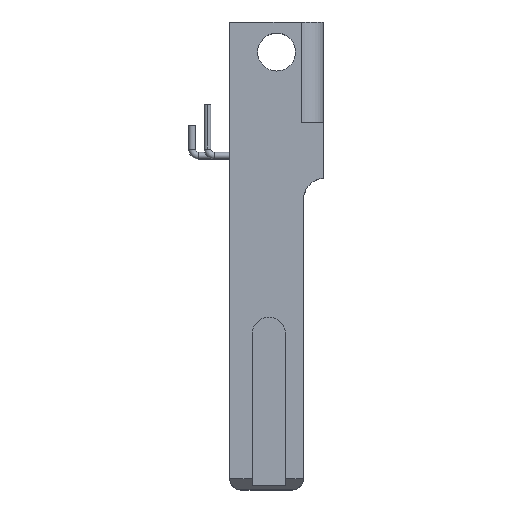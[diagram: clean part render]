
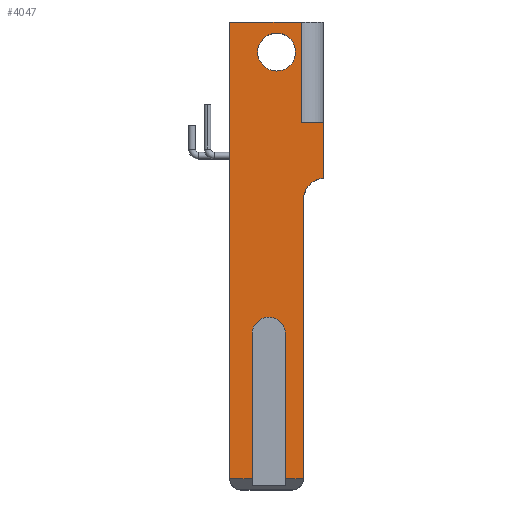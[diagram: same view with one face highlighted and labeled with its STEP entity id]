
A CAD part, top view. The second image highlights one B-rep face of the part: STEP entity #4047.
In plain terms, the highlighted planar face has unit normal (0, 0, 1).
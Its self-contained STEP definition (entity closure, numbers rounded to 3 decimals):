
#138 = CARTESIAN_POINT ( 'NONE',  ( 5.6, -41., 4.8 ) ) ;
#317 = DIRECTION ( 'NONE',  ( 0., -1., 0. ) ) ;
#327 = CIRCLE ( 'NONE', #6289, 1.7 ) ;
#388 = EDGE_LOOP ( 'NONE', ( #3287, #2965 ) ) ;
#529 = CARTESIAN_POINT ( 'NONE',  ( 0., 0., 4.8 ) ) ;
#548 = CARTESIAN_POINT ( 'NONE',  ( 8.4, -9., 4.8 ) ) ;
#549 = VECTOR ( 'NONE', #2930, 1000. ) ;
#568 = DIRECTION ( 'NONE',  ( 0., -1., 0. ) ) ;
#643 = VERTEX_POINT ( 'NONE', #6294 ) ;
#655 = EDGE_CURVE ( 'NONE', #6093, #2391, #4032, .T. ) ;
#658 = DIRECTION ( 'NONE',  ( 0., 0., -1. ) ) ;
#715 = DIRECTION ( 'NONE',  ( 1., 0., 0. ) ) ;
#732 = VECTOR ( 'NONE', #568, 1000. ) ;
#735 = VECTOR ( 'NONE', #4453, 1000. ) ;
#752 = LINE ( 'NONE', #138, #7334 ) ;
#976 = ORIENTED_EDGE ( 'NONE', *, *, #2939, .T. ) ;
#997 = DIRECTION ( 'NONE',  ( 0., 1., 0. ) ) ;
#1038 = AXIS2_PLACEMENT_3D ( 'NONE', #6461, #7085, #5260 ) ;
#1109 = CARTESIAN_POINT ( 'NONE',  ( 0., 0., 4.8 ) ) ;
#1144 = VERTEX_POINT ( 'NONE', #7363 ) ;
#1200 = DIRECTION ( 'NONE',  ( 0., 0., 1. ) ) ;
#1255 = DIRECTION ( 'NONE',  ( -1., 0., 0. ) ) ;
#1378 = ORIENTED_EDGE ( 'NONE', *, *, #4700, .T. ) ;
#1452 = VECTOR ( 'NONE', #317, 1000. ) ;
#1481 = EDGE_CURVE ( 'NONE', #2639, #1144, #6021, .T. ) ;
#1730 = CARTESIAN_POINT ( 'NONE',  ( 5.9, -2.7, 4.8 ) ) ;
#1737 = CARTESIAN_POINT ( 'NONE',  ( 0., 0., 4.8 ) ) ;
#1834 = VECTOR ( 'NONE', #2160, 1000. ) ;
#2007 = DIRECTION ( 'NONE',  ( 0., 0., -1. ) ) ;
#2115 = LINE ( 'NONE', #2986, #549 ) ;
#2148 = FACE_BOUND ( 'NONE', #388, .T. ) ;
#2160 = DIRECTION ( 'NONE',  ( 0., 1., 0. ) ) ;
#2182 = VERTEX_POINT ( 'NONE', #1730 ) ;
#2228 = ORIENTED_EDGE ( 'NONE', *, *, #5510, .T. ) ;
#2391 = VERTEX_POINT ( 'NONE', #6801 ) ;
#2447 = VERTEX_POINT ( 'NONE', #6729 ) ;
#2453 = VERTEX_POINT ( 'NONE', #5550 ) ;
#2503 = VERTEX_POINT ( 'NONE', #3249 ) ;
#2507 = DIRECTION ( 'NONE',  ( 1., 0., 0. ) ) ;
#2529 = VERTEX_POINT ( 'NONE', #5145 ) ;
#2639 = VERTEX_POINT ( 'NONE', #529 ) ;
#2673 = EDGE_CURVE ( 'NONE', #7226, #2529, #3561, .T. ) ;
#2692 = CARTESIAN_POINT ( 'NONE',  ( 2., -42., 4.8 ) ) ;
#2702 = CARTESIAN_POINT ( 'NONE',  ( 5., -42., 4.8 ) ) ;
#2704 = EDGE_CURVE ( 'NONE', #3275, #2182, #327, .T. ) ;
#2873 = CIRCLE ( 'NONE', #7579, 1.5 ) ;
#2893 = CARTESIAN_POINT ( 'NONE',  ( 0., -42., 4.8 ) ) ;
#2930 = DIRECTION ( 'NONE',  ( 0., 1., 0. ) ) ;
#2939 = EDGE_CURVE ( 'NONE', #2503, #4919, #5665, .T. ) ;
#2965 = ORIENTED_EDGE ( 'NONE', *, *, #2704, .F. ) ;
#2986 = CARTESIAN_POINT ( 'NONE',  ( 6.6, -14., 4.8 ) ) ;
#2998 = ORIENTED_EDGE ( 'NONE', *, *, #3499, .T. ) ;
#3090 = LINE ( 'NONE', #4009, #3666 ) ;
#3180 = CARTESIAN_POINT ( 'NONE',  ( 6.6, -15.99, 4.8 ) ) ;
#3249 = CARTESIAN_POINT ( 'NONE',  ( 5., -41., 4.8 ) ) ;
#3275 = VERTEX_POINT ( 'NONE', #6140 ) ;
#3287 = ORIENTED_EDGE ( 'NONE', *, *, #5410, .F. ) ;
#3499 = EDGE_CURVE ( 'NONE', #2529, #4092, #6891, .T. ) ;
#3561 = CIRCLE ( 'NONE', #4267, 2. ) ;
#3666 = VECTOR ( 'NONE', #5385, 1000. ) ;
#3769 = CIRCLE ( 'NONE', #1038, 1.7 ) ;
#4009 = CARTESIAN_POINT ( 'NONE',  ( 6.4, -9., 4.8 ) ) ;
#4032 = LINE ( 'NONE', #2692, #1834 ) ;
#4047 = ADVANCED_FACE ( 'NONE', ( #4820, #2148 ), #6525, .T. ) ;
#4087 = ORIENTED_EDGE ( 'NONE', *, *, #6320, .T. ) ;
#4092 = VERTEX_POINT ( 'NONE', #548 ) ;
#4197 = ORIENTED_EDGE ( 'NONE', *, *, #4298, .T. ) ;
#4266 = CARTESIAN_POINT ( 'NONE',  ( 3.5, -28., 4.8 ) ) ;
#4267 = AXIS2_PLACEMENT_3D ( 'NONE', #4732, #658, #4755 ) ;
#4298 = EDGE_CURVE ( 'NONE', #1144, #6093, #752, .T. ) ;
#4328 = ORIENTED_EDGE ( 'NONE', *, *, #7403, .T. ) ;
#4397 = LINE ( 'NONE', #2702, #1452 ) ;
#4453 = DIRECTION ( 'NONE',  ( 1., 0., 0. ) ) ;
#4600 = LINE ( 'NONE', #1109, #5539 ) ;
#4700 = EDGE_CURVE ( 'NONE', #2447, #2639, #4600, .T. ) ;
#4732 = CARTESIAN_POINT ( 'NONE',  ( 8.6, -15.99, 4.8 ) ) ;
#4750 = DIRECTION ( 'NONE',  ( 1., 0., 0. ) ) ;
#4755 = DIRECTION ( 'NONE',  ( 1., 0., 0. ) ) ;
#4756 = CARTESIAN_POINT ( 'NONE',  ( 2., -41., 4.8 ) ) ;
#4820 = FACE_OUTER_BOUND ( 'NONE', #5541, .T. ) ;
#4919 = VERTEX_POINT ( 'NONE', #7024 ) ;
#5085 = VECTOR ( 'NONE', #2507, 1000. ) ;
#5145 = CARTESIAN_POINT ( 'NONE',  ( 8.4, -14., 4.8 ) ) ;
#5195 = EDGE_CURVE ( 'NONE', #643, #4092, #7237, .T. ) ;
#5242 = DIRECTION ( 'NONE',  ( 0., 0., 1. ) ) ;
#5260 = DIRECTION ( 'NONE',  ( 1., 0., 0. ) ) ;
#5385 = DIRECTION ( 'NONE',  ( 0., 1., 0. ) ) ;
#5410 = EDGE_CURVE ( 'NONE', #2182, #3275, #3769, .T. ) ;
#5430 = ORIENTED_EDGE ( 'NONE', *, *, #1481, .T. ) ;
#5510 = EDGE_CURVE ( 'NONE', #4919, #7226, #2115, .T. ) ;
#5539 = VECTOR ( 'NONE', #7018, 1000. ) ;
#5541 = EDGE_LOOP ( 'NONE', ( #6917, #1378, #5430, #4197, #5854, #4328, #4087, #976, #2228, #5878, #2998, #7611 ) ) ;
#5550 = CARTESIAN_POINT ( 'NONE',  ( 5., -28., 4.8 ) ) ;
#5566 = CARTESIAN_POINT ( 'NONE',  ( 5.6, -41., 4.8 ) ) ;
#5665 = LINE ( 'NONE', #5566, #735 ) ;
#5854 = ORIENTED_EDGE ( 'NONE', *, *, #655, .T. ) ;
#5878 = ORIENTED_EDGE ( 'NONE', *, *, #2673, .T. ) ;
#6001 = CARTESIAN_POINT ( 'NONE',  ( 4.2, -2.7, 4.8 ) ) ;
#6021 = LINE ( 'NONE', #1737, #732 ) ;
#6055 = EDGE_CURVE ( 'NONE', #643, #2447, #3090, .T. ) ;
#6093 = VERTEX_POINT ( 'NONE', #4756 ) ;
#6140 = CARTESIAN_POINT ( 'NONE',  ( 2.5, -2.7, 4.8 ) ) ;
#6289 = AXIS2_PLACEMENT_3D ( 'NONE', #6001, #1200, #7104 ) ;
#6294 = CARTESIAN_POINT ( 'NONE',  ( 6.4, -9., 4.8 ) ) ;
#6320 = EDGE_CURVE ( 'NONE', #2453, #2503, #4397, .T. ) ;
#6331 = VECTOR ( 'NONE', #997, 1000. ) ;
#6461 = CARTESIAN_POINT ( 'NONE',  ( 4.2, -2.7, 4.8 ) ) ;
#6525 = PLANE ( 'NONE',  #7296 ) ;
#6729 = CARTESIAN_POINT ( 'NONE',  ( 6.4, 0., 4.8 ) ) ;
#6801 = CARTESIAN_POINT ( 'NONE',  ( 2., -28., 4.8 ) ) ;
#6891 = LINE ( 'NONE', #7502, #6331 ) ;
#6917 = ORIENTED_EDGE ( 'NONE', *, *, #6055, .T. ) ;
#7018 = DIRECTION ( 'NONE',  ( -1., 0., 0. ) ) ;
#7024 = CARTESIAN_POINT ( 'NONE',  ( 6.6, -41., 4.8 ) ) ;
#7085 = DIRECTION ( 'NONE',  ( 0., 0., 1. ) ) ;
#7104 = DIRECTION ( 'NONE',  ( 1., 0., 0. ) ) ;
#7226 = VERTEX_POINT ( 'NONE', #3180 ) ;
#7237 = LINE ( 'NONE', #7274, #5085 ) ;
#7274 = CARTESIAN_POINT ( 'NONE',  ( 6.4, -9., 4.8 ) ) ;
#7296 = AXIS2_PLACEMENT_3D ( 'NONE', #2893, #5242, #4750 ) ;
#7334 = VECTOR ( 'NONE', #715, 1000. ) ;
#7363 = CARTESIAN_POINT ( 'NONE',  ( 0., -41., 4.8 ) ) ;
#7403 = EDGE_CURVE ( 'NONE', #2391, #2453, #2873, .T. ) ;
#7502 = CARTESIAN_POINT ( 'NONE',  ( 8.4, 0., 4.8 ) ) ;
#7579 = AXIS2_PLACEMENT_3D ( 'NONE', #4266, #2007, #1255 ) ;
#7611 = ORIENTED_EDGE ( 'NONE', *, *, #5195, .F. ) ;
